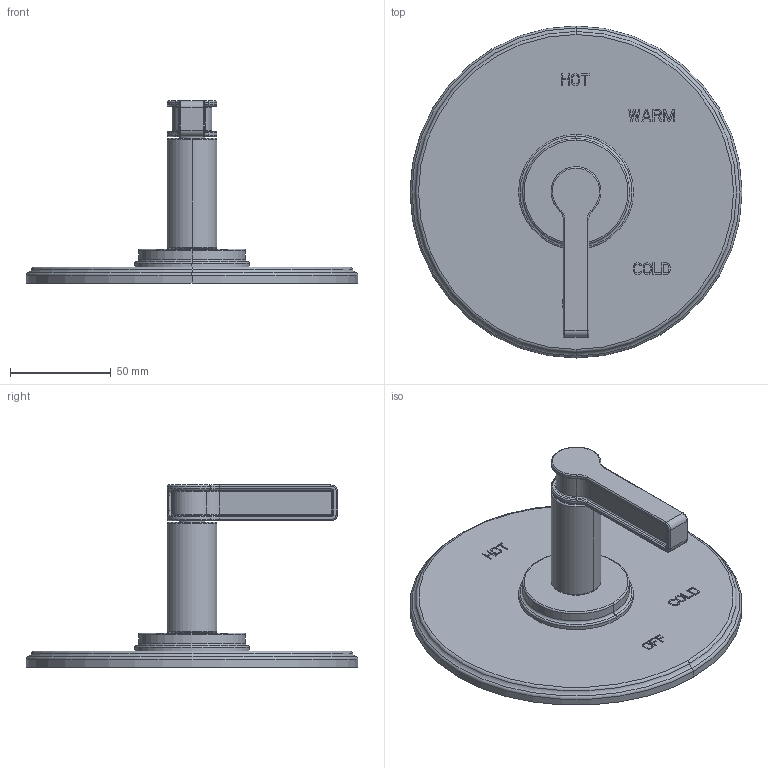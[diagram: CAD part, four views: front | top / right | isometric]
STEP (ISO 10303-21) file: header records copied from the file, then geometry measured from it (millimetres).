
FILE_DESCRIPTION((''),'2;1');
FILE_NAME('4-3274BP_ASM','2019-11-08T14:22:12',('rsmith'),(''),'CREO PARAMETRIC BY PTC INC, 2018400','CREO PARAMETRIC BY PTC INC, 2018400','');
FILE_SCHEMA(('CONFIG_CONTROL_DESIGN'));
Length unit declared in the file: inch
Products named in the file (16): 11117; H-78; 2-439_ASM; 13130; 91773; 20-433_ASM; 13131; 91017; 12377; 91049; 91371; 92399; 12888; 20-429_ASM; 3-648_ASM; 4-3274BP_ASM
Assembly tree (16 placements, depth 4):
  4-3274BP_ASM
    2-439_ASM
      11117
      H-78
    3-648_ASM
      20-433_ASM
        13130
        91773
      20-429_ASM
        13131
        91017  x2
        12377
        91049
        91371
        92399
        12888
Bounding box: 165.1 x 165.1 x 90.53 mm (x, y, z)
Volume: 80130.3 mm3; surface area: 116027 mm2
Topology: 12 solids, 28 shells, 1121 faces, 3333 edges, 2263 vertices
Faces by surface type: plane 524, cylinder 357, torus 118, bspline 93, cone 25, extrusion 4
Entity records: 140435 total; most frequent: CARTESIAN_POINT 111311, ORIENTED_EDGE 6149, DIRECTION 5493, EDGE_CURVE 3301, VERTEX_POINT 2243, VECTOR 1933, LINE 1929, AXIS2_PLACEMENT_3D 1780
